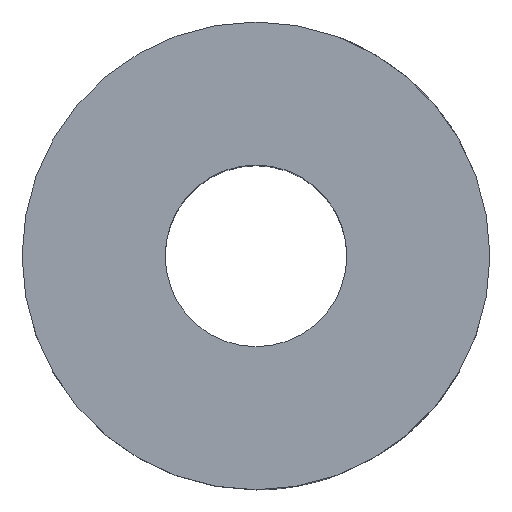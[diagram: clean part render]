
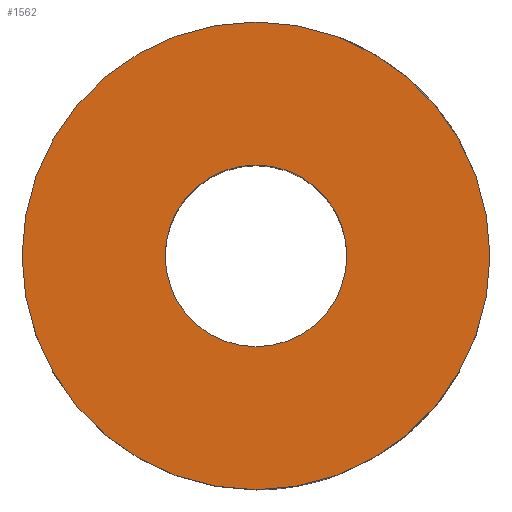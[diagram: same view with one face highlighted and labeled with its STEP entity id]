
A CAD part, top view. The second image highlights one B-rep face of the part: STEP entity #1562.
In plain terms, the highlighted planar face has unit normal (0, 0, 1).
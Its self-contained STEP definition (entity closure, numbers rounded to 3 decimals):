
#332 = EDGE_LOOP ( 'NONE', ( #1586, #1611 ) ) ;
#373 = EDGE_LOOP ( 'NONE', ( #400, #1576 ) ) ;
#378 = VERTEX_POINT ( 'NONE', #1472 ) ;
#379 = VERTEX_POINT ( 'NONE', #1473 ) ;
#382 = EDGE_CURVE ( 'NONE', #399, #378, #1478, .T. ) ;
#399 = VERTEX_POINT ( 'NONE', #718 ) ;
#400 = ORIENTED_EDGE ( 'NONE', *, *, #382, .T. ) ;
#437 = EDGE_CURVE ( 'NONE', #379, #452, #1103, .T. ) ;
#452 = VERTEX_POINT ( 'NONE', #1329 ) ;
#590 = FACE_BOUND ( 'NONE', #332, .T. ) ;
#594 = FACE_OUTER_BOUND ( 'NONE', #373, .T. ) ;
#595 = PLANE ( 'NONE',  #596 ) ;
#596 = AXIS2_PLACEMENT_3D ( 'NONE', #597, #598, #599 ) ;
#597 = CARTESIAN_POINT ( 'NONE',  ( 0., 25.75, 0. ) ) ;
#598 = DIRECTION ( 'NONE',  ( 0., 0., -1. ) ) ;
#599 = DIRECTION ( 'NONE',  ( 0., 1., 0. ) ) ;
#718 = CARTESIAN_POINT ( 'NONE',  ( 0., -25.75, 0. ) ) ;
#793 = CIRCLE ( 'NONE', #794, 25.75 ) ;
#794 = AXIS2_PLACEMENT_3D ( 'NONE', #795, #796, #797 ) ;
#795 = CARTESIAN_POINT ( 'NONE',  ( 0., 0., 0. ) ) ;
#796 = DIRECTION ( 'NONE',  ( 0., 0., 1. ) ) ;
#797 = DIRECTION ( 'NONE',  ( 0., -1., 0. ) ) ;
#984 = EDGE_CURVE ( 'NONE', #378, #399, #793, .T. ) ;
#1092 = CIRCLE ( 'NONE', #1093, 10. ) ;
#1093 = AXIS2_PLACEMENT_3D ( 'NONE', #1094, #1095, #1096 ) ;
#1094 = CARTESIAN_POINT ( 'NONE',  ( 0., 0., 0. ) ) ;
#1095 = DIRECTION ( 'NONE',  ( 0., 0., 1. ) ) ;
#1096 = DIRECTION ( 'NONE',  ( 0., -1., 0. ) ) ;
#1103 = CIRCLE ( 'NONE', #1104, 10. ) ;
#1104 = AXIS2_PLACEMENT_3D ( 'NONE', #1105, #1106, #1107 ) ;
#1105 = CARTESIAN_POINT ( 'NONE',  ( 0., 0., 0. ) ) ;
#1106 = DIRECTION ( 'NONE',  ( 0., 0., 1. ) ) ;
#1107 = DIRECTION ( 'NONE',  ( 0., -1., 0. ) ) ;
#1307 = EDGE_CURVE ( 'NONE', #452, #379, #1092, .T. ) ;
#1329 = CARTESIAN_POINT ( 'NONE',  ( 0., -10., 0. ) ) ;
#1472 = CARTESIAN_POINT ( 'NONE',  ( 0., 25.75, 0. ) ) ;
#1473 = CARTESIAN_POINT ( 'NONE',  ( 0., 10., 0. ) ) ;
#1478 = CIRCLE ( 'NONE', #1479, 25.75 ) ;
#1479 = AXIS2_PLACEMENT_3D ( 'NONE', #1480, #1481, #1482 ) ;
#1480 = CARTESIAN_POINT ( 'NONE',  ( 0., 0., 0. ) ) ;
#1481 = DIRECTION ( 'NONE',  ( 0., 0., 1. ) ) ;
#1482 = DIRECTION ( 'NONE',  ( 0., -1., 0. ) ) ;
#1562 = ADVANCED_FACE ( 'NONE', ( #590, #594 ), #595, .F. ) ;
#1576 = ORIENTED_EDGE ( 'NONE', *, *, #984, .T. ) ;
#1586 = ORIENTED_EDGE ( 'NONE', *, *, #1307, .F. ) ;
#1611 = ORIENTED_EDGE ( 'NONE', *, *, #437, .F. ) ;
